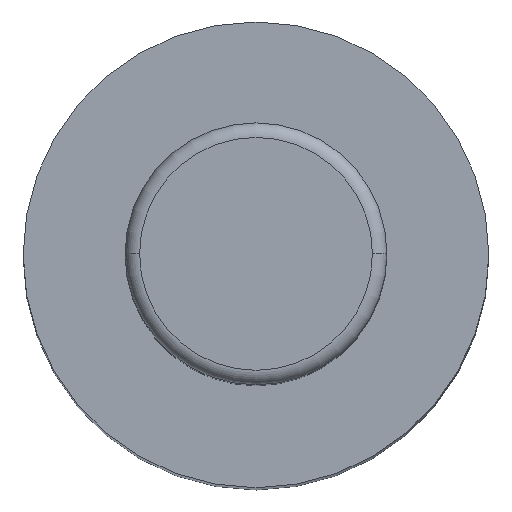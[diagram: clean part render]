
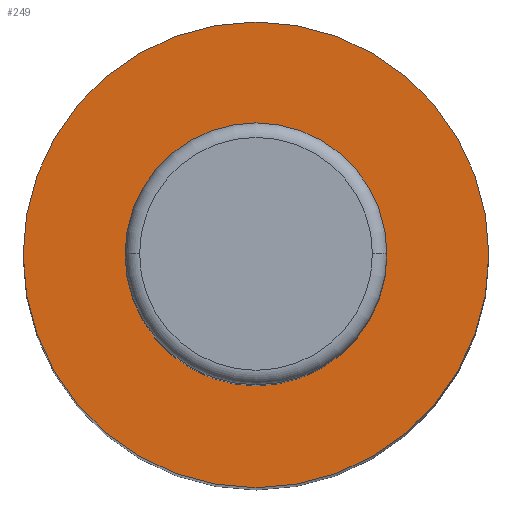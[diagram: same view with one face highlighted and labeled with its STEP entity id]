
A CAD part, top view. The second image highlights one B-rep face of the part: STEP entity #249.
In plain terms, the highlighted planar face has unit normal (0, 0, 1).
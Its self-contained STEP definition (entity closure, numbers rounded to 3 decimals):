
#19 = ORIENTED_EDGE ( 'NONE', *, *, #312, .T. ) ;
#49 = CARTESIAN_POINT ( 'NONE',  ( -16., 0., 90. ) ) ;
#67 = EDGE_LOOP ( 'NONE', ( #212, #588 ) ) ;
#70 = VERTEX_POINT ( 'NONE', #386 ) ;
#81 = CARTESIAN_POINT ( 'NONE',  ( 0., 0., 90. ) ) ;
#212 = ORIENTED_EDGE ( 'NONE', *, *, #527, .F. ) ;
#237 = CARTESIAN_POINT ( 'NONE',  ( 0., 0., 90. ) ) ;
#248 = DIRECTION ( 'NONE',  ( -1., 0., 0. ) ) ;
#249 = ADVANCED_FACE ( 'NONE', ( #533, #881 ), #770, .T. ) ;
#288 = DIRECTION ( 'NONE',  ( 1., 0., 0. ) ) ;
#290 = DIRECTION ( 'NONE',  ( -1., 0., 0. ) ) ;
#312 = EDGE_CURVE ( 'NONE', #815, #70, #403, .T. ) ;
#313 = DIRECTION ( 'NONE',  ( 0., 0., -1. ) ) ;
#386 = CARTESIAN_POINT ( 'NONE',  ( 9., 0., 90. ) ) ;
#403 = CIRCLE ( 'NONE', #831, 9. ) ;
#473 = ORIENTED_EDGE ( 'NONE', *, *, #746, .T. ) ;
#482 = DIRECTION ( 'NONE',  ( 0., 0., -1. ) ) ;
#491 = CARTESIAN_POINT ( 'NONE',  ( 16., 0., 90. ) ) ;
#501 = DIRECTION ( 'NONE',  ( 0., 0., -1. ) ) ;
#517 = CIRCLE ( 'NONE', #806, 16. ) ;
#518 = DIRECTION ( 'NONE',  ( -1., 0., 0. ) ) ;
#524 = VERTEX_POINT ( 'NONE', #49 ) ;
#527 = EDGE_CURVE ( 'NONE', #524, #837, #726, .T. ) ;
#533 = FACE_BOUND ( 'NONE', #790, .T. ) ;
#540 = CIRCLE ( 'NONE', #793, 9. ) ;
#547 = AXIS2_PLACEMENT_3D ( 'NONE', #618, #729, #288 ) ;
#588 = ORIENTED_EDGE ( 'NONE', *, *, #628, .F. ) ;
#603 = AXIS2_PLACEMENT_3D ( 'NONE', #605, #772, #518 ) ;
#605 = CARTESIAN_POINT ( 'NONE',  ( 0., 0., 90. ) ) ;
#618 = CARTESIAN_POINT ( 'NONE',  ( -9., 0., 90. ) ) ;
#628 = EDGE_CURVE ( 'NONE', #837, #524, #517, .T. ) ;
#713 = CARTESIAN_POINT ( 'NONE',  ( -9., 0., 90. ) ) ;
#726 = CIRCLE ( 'NONE', #603, 16. ) ;
#729 = DIRECTION ( 'NONE',  ( 0., 0., 1. ) ) ;
#746 = EDGE_CURVE ( 'NONE', #70, #815, #540, .T. ) ;
#770 = PLANE ( 'NONE',  #547 ) ;
#772 = DIRECTION ( 'NONE',  ( 0., 0., -1. ) ) ;
#790 = EDGE_LOOP ( 'NONE', ( #19, #473 ) ) ;
#792 = DIRECTION ( 'NONE',  ( -1., 0., 0. ) ) ;
#793 = AXIS2_PLACEMENT_3D ( 'NONE', #237, #501, #248 ) ;
#806 = AXIS2_PLACEMENT_3D ( 'NONE', #81, #482, #792 ) ;
#815 = VERTEX_POINT ( 'NONE', #713 ) ;
#831 = AXIS2_PLACEMENT_3D ( 'NONE', #853, #313, #290 ) ;
#837 = VERTEX_POINT ( 'NONE', #491 ) ;
#853 = CARTESIAN_POINT ( 'NONE',  ( 0., 0., 90. ) ) ;
#881 = FACE_OUTER_BOUND ( 'NONE', #67, .T. ) ;
